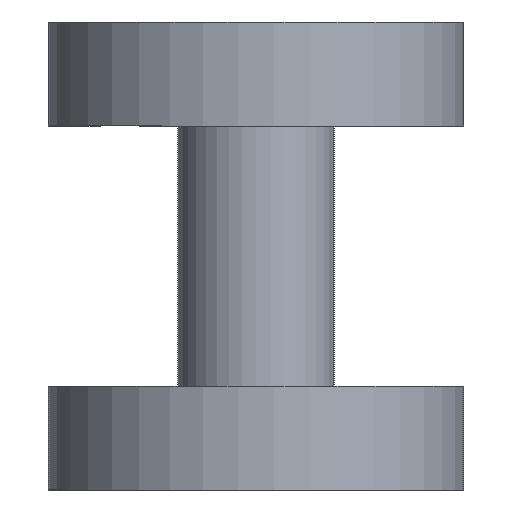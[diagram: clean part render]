
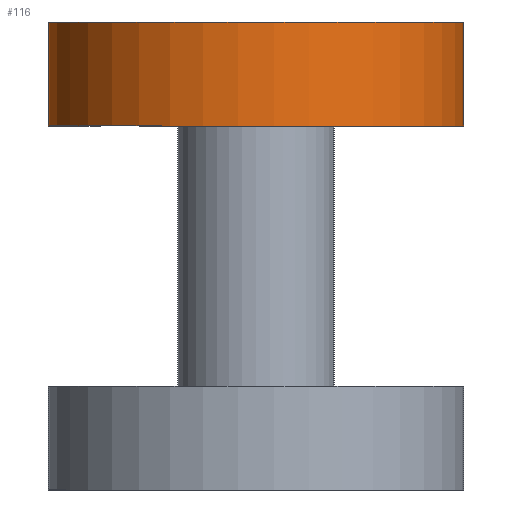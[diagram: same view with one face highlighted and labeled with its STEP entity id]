
A CAD part, left-side view. The second image highlights one B-rep face of the part: STEP entity #116.
In plain terms, the highlighted cylindrical face has radius 8 mm (diameter 16 mm), a partial arc.
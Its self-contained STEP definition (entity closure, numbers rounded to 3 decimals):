
#116=ADVANCED_FACE('',(#534),#536,.T.);
#534=FACE_BOUND('',#535,.T.);
#535=EDGE_LOOP('',(#880,#881,#882,#883));
#536=CYLINDRICAL_SURFACE('',#537,8.);
#537=AXIS2_PLACEMENT_3D('',#538,#539,#540);
#538=CARTESIAN_POINT('',(0.,0.,5.));
#539=DIRECTION('',(0.,0.,-1.));
#540=DIRECTION('',(-1.,0.,0.));
#880=ORIENTED_EDGE('',*,*,#1058,.T.);
#881=ORIENTED_EDGE('',*,*,#1059,.T.);
#882=ORIENTED_EDGE('',*,*,#1060,.F.);
#883=ORIENTED_EDGE('',*,*,#1030,.F.);
#1030=EDGE_CURVE('',#1126,#1128,#1129,.T.);
#1058=EDGE_CURVE('',#1126,#1181,#1183,.T.);
#1059=EDGE_CURVE('',#1181,#1184,#1185,.T.);
#1060=EDGE_CURVE('',#1128,#1184,#1186,.T.);
#1126=VERTEX_POINT('',#1298);
#1128=VERTEX_POINT('',#1302);
#1129=CIRCLE('',#1303,8.);
#1181=VERTEX_POINT('',#1424);
#1183=LINE('',#1428,#1429);
#1184=VERTEX_POINT('',#1431);
#1185=CIRCLE('',#1432,8.);
#1186=LINE('',#1436,#1437);
#1298=CARTESIAN_POINT('',(0.4,-7.99,5.));
#1302=CARTESIAN_POINT('',(0.4,7.99,5.));
#1303=AXIS2_PLACEMENT_3D('',#1304,#1305,#1306);
#1304=CARTESIAN_POINT('',(0.,0.,5.));
#1305=DIRECTION('',(0.,0.,-1.));
#1306=DIRECTION('',(0.05,-0.999,0.));
#1424=CARTESIAN_POINT('',(0.4,-7.99,9.));
#1428=CARTESIAN_POINT('',(0.4,-7.99,5.));
#1429=VECTOR('',#1430,1.);
#1430=DIRECTION('',(0.,0.,1.));
#1431=CARTESIAN_POINT('',(0.4,7.99,9.));
#1432=AXIS2_PLACEMENT_3D('',#1433,#1434,#1435);
#1433=CARTESIAN_POINT('',(0.,0.,9.));
#1434=DIRECTION('',(0.,0.,-1.));
#1435=DIRECTION('',(0.05,-0.999,0.));
#1436=CARTESIAN_POINT('',(0.4,7.99,5.));
#1437=VECTOR('',#1438,1.);
#1438=DIRECTION('',(0.,0.,1.));
